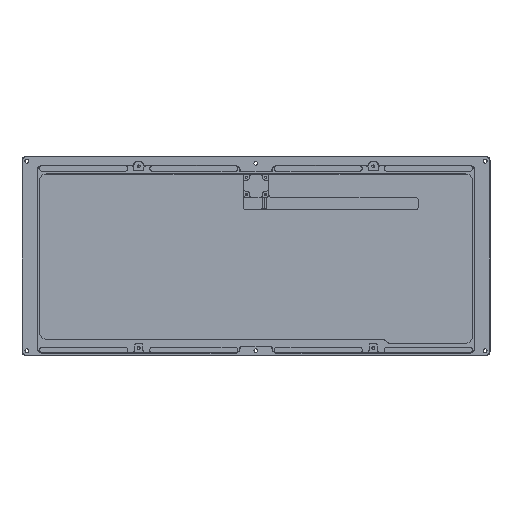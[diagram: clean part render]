
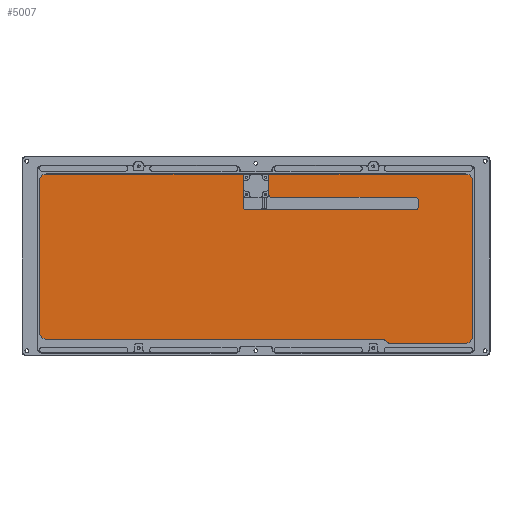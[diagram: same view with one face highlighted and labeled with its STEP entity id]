
A CAD part, top view. The second image highlights one B-rep face of the part: STEP entity #5007.
In plain terms, the highlighted planar face has unit normal (0, 0, 1).
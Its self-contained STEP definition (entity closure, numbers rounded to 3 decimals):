
#214=PLANE('',#5458);
#405=FACE_OUTER_BOUND('',#699,.T.);
#699=EDGE_LOOP('',(#3948,#3949,#3950,#3951,#3952,#3953,#3954,#3955,#3956,
#3957,#3958,#3959,#3960,#3961,#3962,#3963,#3964,#3965,#3966,#3967,#3968,
#3969,#3970));
#1128=LINE('',#8110,#1572);
#1131=LINE('',#8118,#1575);
#1134=LINE('',#8126,#1578);
#1137=LINE('',#8134,#1581);
#1138=LINE('',#8138,#1582);
#1139=LINE('',#8142,#1583);
#1140=LINE('',#8146,#1584);
#1141=LINE('',#8152,#1585);
#1142=LINE('',#8156,#1586);
#1143=LINE('',#8160,#1587);
#1144=LINE('',#8163,#1588);
#1572=VECTOR('',#6499,10.);
#1575=VECTOR('',#6508,10.);
#1578=VECTOR('',#6517,10.);
#1581=VECTOR('',#6526,10.);
#1582=VECTOR('',#6529,10.);
#1583=VECTOR('',#6532,10.);
#1584=VECTOR('',#6535,10.);
#1585=VECTOR('',#6540,10.);
#1586=VECTOR('',#6543,10.);
#1587=VECTOR('',#6546,10.);
#1588=VECTOR('',#6549,10.);
#1913=CIRCLE('',#5448,2.25);
#1914=CIRCLE('',#5451,2.25);
#1915=CIRCLE('',#5454,2.25);
#1916=CIRCLE('',#5457,2.25);
#1917=CIRCLE('',#5459,2.25);
#1918=CIRCLE('',#5460,5.);
#1919=CIRCLE('',#5461,5.);
#1920=CIRCLE('',#5462,4.);
#1921=CIRCLE('',#5463,4.);
#1922=CIRCLE('',#5464,5.);
#1923=CIRCLE('',#5465,5.);
#1924=CIRCLE('',#5466,2.25);
#2294=VERTEX_POINT('',#8103);
#2295=VERTEX_POINT('',#8104);
#2296=VERTEX_POINT('',#8109);
#2297=VERTEX_POINT('',#8113);
#2298=VERTEX_POINT('',#8117);
#2299=VERTEX_POINT('',#8121);
#2300=VERTEX_POINT('',#8125);
#2301=VERTEX_POINT('',#8129);
#2302=VERTEX_POINT('',#8133);
#2303=VERTEX_POINT('',#8135);
#2304=VERTEX_POINT('',#8137);
#2305=VERTEX_POINT('',#8139);
#2306=VERTEX_POINT('',#8141);
#2307=VERTEX_POINT('',#8143);
#2308=VERTEX_POINT('',#8145);
#2309=VERTEX_POINT('',#8147);
#2310=VERTEX_POINT('',#8149);
#2311=VERTEX_POINT('',#8151);
#2312=VERTEX_POINT('',#8153);
#2313=VERTEX_POINT('',#8155);
#2314=VERTEX_POINT('',#8157);
#2315=VERTEX_POINT('',#8159);
#2316=VERTEX_POINT('',#8161);
#2899=EDGE_CURVE('',#2294,#2295,#1913,.T.);
#2902=EDGE_CURVE('',#2296,#2294,#1128,.T.);
#2904=EDGE_CURVE('',#2297,#2296,#1914,.T.);
#2906=EDGE_CURVE('',#2298,#2297,#1131,.T.);
#2908=EDGE_CURVE('',#2299,#2298,#1915,.T.);
#2910=EDGE_CURVE('',#2300,#2299,#1134,.T.);
#2912=EDGE_CURVE('',#2301,#2300,#1916,.T.);
#2914=EDGE_CURVE('',#2295,#2302,#1137,.T.);
#2915=EDGE_CURVE('',#2302,#2303,#1917,.T.);
#2916=EDGE_CURVE('',#2304,#2303,#1138,.T.);
#2917=EDGE_CURVE('',#2305,#2304,#1918,.T.);
#2918=EDGE_CURVE('',#2306,#2305,#1139,.T.);
#2919=EDGE_CURVE('',#2307,#2306,#1919,.T.);
#2920=EDGE_CURVE('',#2308,#2307,#1140,.T.);
#2921=EDGE_CURVE('',#2309,#2308,#1920,.T.);
#2922=EDGE_CURVE('',#2310,#2309,#1921,.T.);
#2923=EDGE_CURVE('',#2311,#2310,#1141,.T.);
#2924=EDGE_CURVE('',#2312,#2311,#1922,.T.);
#2925=EDGE_CURVE('',#2313,#2312,#1142,.T.);
#2926=EDGE_CURVE('',#2314,#2313,#1923,.T.);
#2927=EDGE_CURVE('',#2315,#2314,#1143,.T.);
#2928=EDGE_CURVE('',#2315,#2316,#1924,.T.);
#2929=EDGE_CURVE('',#2316,#2301,#1144,.T.);
#3948=ORIENTED_EDGE('',*,*,#2912,.T.);
#3949=ORIENTED_EDGE('',*,*,#2910,.T.);
#3950=ORIENTED_EDGE('',*,*,#2908,.T.);
#3951=ORIENTED_EDGE('',*,*,#2906,.T.);
#3952=ORIENTED_EDGE('',*,*,#2904,.T.);
#3953=ORIENTED_EDGE('',*,*,#2902,.T.);
#3954=ORIENTED_EDGE('',*,*,#2899,.T.);
#3955=ORIENTED_EDGE('',*,*,#2914,.T.);
#3956=ORIENTED_EDGE('',*,*,#2915,.T.);
#3957=ORIENTED_EDGE('',*,*,#2916,.F.);
#3958=ORIENTED_EDGE('',*,*,#2917,.F.);
#3959=ORIENTED_EDGE('',*,*,#2918,.F.);
#3960=ORIENTED_EDGE('',*,*,#2919,.F.);
#3961=ORIENTED_EDGE('',*,*,#2920,.F.);
#3962=ORIENTED_EDGE('',*,*,#2921,.F.);
#3963=ORIENTED_EDGE('',*,*,#2922,.F.);
#3964=ORIENTED_EDGE('',*,*,#2923,.F.);
#3965=ORIENTED_EDGE('',*,*,#2924,.F.);
#3966=ORIENTED_EDGE('',*,*,#2925,.F.);
#3967=ORIENTED_EDGE('',*,*,#2926,.F.);
#3968=ORIENTED_EDGE('',*,*,#2927,.F.);
#3969=ORIENTED_EDGE('',*,*,#2928,.T.);
#3970=ORIENTED_EDGE('',*,*,#2929,.T.);
#5007=ADVANCED_FACE('',(#405),#214,.T.);
#5448=AXIS2_PLACEMENT_3D('',#8105,#6493,#6494);
#5451=AXIS2_PLACEMENT_3D('',#8114,#6503,#6504);
#5454=AXIS2_PLACEMENT_3D('',#8122,#6512,#6513);
#5457=AXIS2_PLACEMENT_3D('',#8130,#6521,#6522);
#5458=AXIS2_PLACEMENT_3D('',#8132,#6524,#6525);
#5459=AXIS2_PLACEMENT_3D('',#8136,#6527,#6528);
#5460=AXIS2_PLACEMENT_3D('',#8140,#6530,#6531);
#5461=AXIS2_PLACEMENT_3D('',#8144,#6533,#6534);
#5462=AXIS2_PLACEMENT_3D('',#8148,#6536,#6537);
#5463=AXIS2_PLACEMENT_3D('',#8150,#6538,#6539);
#5464=AXIS2_PLACEMENT_3D('',#8154,#6541,#6542);
#5465=AXIS2_PLACEMENT_3D('',#8158,#6544,#6545);
#5466=AXIS2_PLACEMENT_3D('',#8162,#6547,#6548);
#6493=DIRECTION('center_axis',(0.,0.,-1.));
#6494=DIRECTION('ref_axis',(-1.,0.,0.));
#6499=DIRECTION('',(-1.,0.,0.));
#6503=DIRECTION('center_axis',(0.,0.,-1.));
#6504=DIRECTION('ref_axis',(0.,-1.,0.));
#6508=DIRECTION('',(0.,-1.,0.));
#6512=DIRECTION('center_axis',(0.,0.,-1.));
#6513=DIRECTION('ref_axis',(1.,0.,0.));
#6517=DIRECTION('',(1.,0.,0.));
#6521=DIRECTION('center_axis',(0.,0.,1.));
#6522=DIRECTION('ref_axis',(-1.,0.,0.));
#6524=DIRECTION('center_axis',(0.,0.,1.));
#6525=DIRECTION('ref_axis',(-1.,0.,0.));
#6526=DIRECTION('',(0.,1.,0.));
#6527=DIRECTION('center_axis',(0.,0.,-1.));
#6528=DIRECTION('ref_axis',(0.,1.,0.));
#6529=DIRECTION('',(1.,0.,0.));
#6530=DIRECTION('center_axis',(0.,0.,-1.));
#6531=DIRECTION('ref_axis',(0.,1.,0.));
#6532=DIRECTION('',(0.,1.,0.));
#6533=DIRECTION('center_axis',(0.,0.,-1.));
#6534=DIRECTION('ref_axis',(-1.,0.,0.));
#6535=DIRECTION('',(-1.,0.,0.));
#6536=DIRECTION('center_axis',(0.,0.,1.));
#6537=DIRECTION('ref_axis',(0.781,0.625,0.));
#6538=DIRECTION('center_axis',(0.,0.,-1.));
#6539=DIRECTION('ref_axis',(-0.781,-0.625,0.));
#6540=DIRECTION('',(-1.,0.,0.));
#6541=DIRECTION('center_axis',(0.,0.,-1.));
#6542=DIRECTION('ref_axis',(0.,-1.,0.));
#6543=DIRECTION('',(0.,-1.,0.));
#6544=DIRECTION('center_axis',(0.,0.,-1.));
#6545=DIRECTION('ref_axis',(1.,0.,0.));
#6546=DIRECTION('',(1.,0.,0.));
#6547=DIRECTION('center_axis',(0.,0.,-1.));
#6548=DIRECTION('ref_axis',(1.,0.,0.));
#6549=DIRECTION('',(0.,-1.,0.));
#8103=CARTESIAN_POINT('',(150.158,-26.,-10.5));
#8104=CARTESIAN_POINT('',(147.908,-23.75,-10.5));
#8105=CARTESIAN_POINT('Origin',(150.158,-23.75,-10.5));
#8109=CARTESIAN_POINT('',(272.658,-26.,-10.5));
#8110=CARTESIAN_POINT('',(214.91,-26.,-10.5));
#8113=CARTESIAN_POINT('',(274.908,-23.75,-10.5));
#8114=CARTESIAN_POINT('Origin',(272.658,-23.75,-10.5));
#8117=CARTESIAN_POINT('',(274.908,-19.25,-10.5));
#8118=CARTESIAN_POINT('',(274.908,-40.35,-10.5));
#8121=CARTESIAN_POINT('',(272.658,-17.,-10.5));
#8122=CARTESIAN_POINT('Origin',(272.658,-19.25,-10.5));
#8125=CARTESIAN_POINT('',(168.658,-17.,-10.5));
#8126=CARTESIAN_POINT('',(162.91,-17.,-10.5));
#8129=CARTESIAN_POINT('',(166.408,-14.75,-10.5));
#8130=CARTESIAN_POINT('Origin',(168.658,-14.75,-10.5));
#8132=CARTESIAN_POINT('Origin',(157.163,-61.45,-10.5));
#8133=CARTESIAN_POINT('',(147.908,-2.25,-10.5));
#8134=CARTESIAN_POINT('',(147.908,-38.1,-10.5));
#8135=CARTESIAN_POINT('',(150.158,0.,-10.5));
#8136=CARTESIAN_POINT('Origin',(150.158,-2.25,-10.5));
#8137=CARTESIAN_POINT('',(5.,0.,-10.5));
#8138=CARTESIAN_POINT('',(309.325,0.,-10.5));
#8139=CARTESIAN_POINT('',(0.,-5.,-10.5));
#8140=CARTESIAN_POINT('Origin',(5.,-5.,-10.5));
#8141=CARTESIAN_POINT('',(0.,-114.9,-10.5));
#8142=CARTESIAN_POINT('',(0.,-5.,-10.5));
#8143=CARTESIAN_POINT('',(5.,-119.9,-10.5));
#8144=CARTESIAN_POINT('Origin',(5.,-114.9,-10.5));
#8145=CARTESIAN_POINT('',(248.525,-119.9,-10.5));
#8146=CARTESIAN_POINT('',(5.,-119.9,-10.5));
#8147=CARTESIAN_POINT('',(251.647,-121.4,-10.5));
#8148=CARTESIAN_POINT('Origin',(248.525,-123.9,-10.5));
#8149=CARTESIAN_POINT('',(254.77,-122.9,-10.5));
#8150=CARTESIAN_POINT('Origin',(254.77,-118.9,-10.5));
#8151=CARTESIAN_POINT('',(309.325,-122.9,-10.5));
#8152=CARTESIAN_POINT('',(254.77,-122.9,-10.5));
#8153=CARTESIAN_POINT('',(314.325,-117.9,-10.5));
#8154=CARTESIAN_POINT('Origin',(309.325,-117.9,-10.5));
#8155=CARTESIAN_POINT('',(314.325,-5.,-10.5));
#8156=CARTESIAN_POINT('',(314.325,-117.9,-10.5));
#8157=CARTESIAN_POINT('',(309.325,0.,-10.5));
#8158=CARTESIAN_POINT('Origin',(309.325,-5.,-10.5));
#8159=CARTESIAN_POINT('',(164.158,0.,-10.5));
#8160=CARTESIAN_POINT('',(309.325,0.,-10.5));
#8161=CARTESIAN_POINT('',(166.408,-2.25,-10.5));
#8162=CARTESIAN_POINT('Origin',(164.158,-2.25,-10.5));
#8163=CARTESIAN_POINT('',(166.408,-31.85,-10.5));
